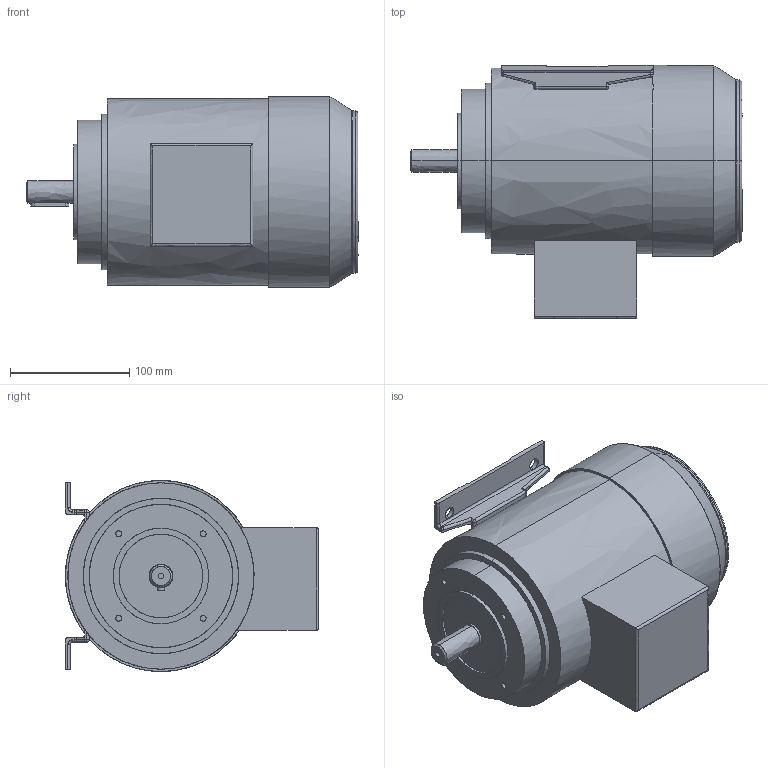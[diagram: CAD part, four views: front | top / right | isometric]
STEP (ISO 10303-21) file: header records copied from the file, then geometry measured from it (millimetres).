
FILE_DESCRIPTION(('FreeCAD Model'),'2;1');
FILE_NAME('W-DA 80M B34.step','2017-06-12T14:53:05',('Author'),(''), 'Open CASCADE STEP processor 6.8','FreeCAD','Unknown');
FILE_SCHEMA(('AUTOMOTIVE_DESIGN_CC2 { 1 2 10303 214 -1 1 5 4 }'));
Length unit declared in the file: millimetre
Products named in the file (2): ASSEMBLY; W_DA_80M_B34
Assembly tree (1 placements, depth 2):
  ASSEMBLY
    W_DA_80M_B34
Bounding box: 278 x 212 x 160 mm (x, y, z)
Surface area: 194969.7 mm2 (no closed solid volume)
Topology: 0 solids, 162 shells, 162 faces, 782 edges, 770 vertices
Faces by surface type: bspline 162
Entity records: 18302 total; most frequent: CARTESIAN_POINT 10047, B_SPLINE_CURVE_WITH_KNOTS 1206, ORIENTED_EDGE 774, EDGE_CURVE 774, SURFACE_CURVE 774, PCURVE 774, DEFINITIONAL_REPRESENTATION 774, VERTEX_POINT 770
